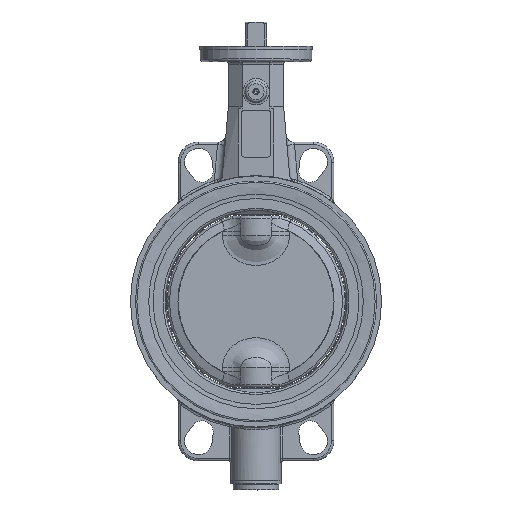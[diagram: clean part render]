
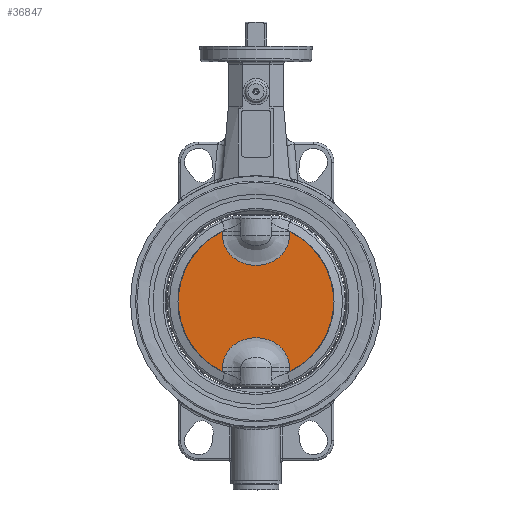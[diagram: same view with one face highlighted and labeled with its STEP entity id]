
A CAD part, top view. The second image highlights one B-rep face of the part: STEP entity #36847.
In plain terms, the highlighted planar face has unit normal (0, 0, 1).
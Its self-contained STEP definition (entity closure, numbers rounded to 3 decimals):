
#35134=CARTESIAN_POINT('',(-26.594,-55.835,5.));
#35135=VERTEX_POINT('',#35134);
#35220=CARTESIAN_POINT('',(-26.594,-52.5,5.));
#35221=VERTEX_POINT('',#35220);
#35229=CARTESIAN_POINT('',(-26.594,-52.5,5.));
#35230=DIRECTION('',(0.,-1.0,0.));
#35231=VECTOR('',#35230,3.335);
#35232=LINE('',#35229,#35231);
#35233=EDGE_CURVE('',#35221,#35135,#35232,.T.);
#35517=CARTESIAN_POINT('',(26.594,-52.5,5.));
#35518=VERTEX_POINT('',#35517);
#35526=CARTESIAN_POINT('',(26.594,-52.5,5.));
#35527=CARTESIAN_POINT('',(26.594,-51.562,5.));
#35528=CARTESIAN_POINT('',(26.473,-49.675,5.));
#35529=CARTESIAN_POINT('',(25.923,-46.882,5.));
#35530=CARTESIAN_POINT('',(25.178,-44.652,5.));
#35531=CARTESIAN_POINT('',(24.414,-42.927,5.));
#35532=CARTESIAN_POINT('',(23.54,-41.25,5.));
#35533=CARTESIAN_POINT('',(22.252,-39.262,5.));
#35534=CARTESIAN_POINT('',(20.444,-37.101,5.));
#35535=CARTESIAN_POINT('',(18.37,-35.148,5.));
#35536=CARTESIAN_POINT('',(16.337,-33.638,5.));
#35537=CARTESIAN_POINT('',(14.454,-32.494,5.));
#35538=CARTESIAN_POINT('',(12.229,-31.35,5.));
#35539=CARTESIAN_POINT('',(9.287,-30.206,5.));
#35540=CARTESIAN_POINT('',(5.637,-29.311,5.0));
#35541=CARTESIAN_POINT('',(2.51,-28.939,5.));
#35542=CARTESIAN_POINT('',(-1.244,-28.828,5.0));
#35543=CARTESIAN_POINT('',(-4.387,-29.104,5.));
#35544=CARTESIAN_POINT('',(-7.447,-29.755,5.));
#35545=CARTESIAN_POINT('',(-9.869,-30.432,5.));
#35546=CARTESIAN_POINT('',(-12.213,-31.343,5.));
#35547=CARTESIAN_POINT('',(-14.443,-32.487,5.));
#35548=CARTESIAN_POINT('',(-16.061,-33.47,5.));
#35549=CARTESIAN_POINT('',(-17.601,-34.569,5.));
#35550=CARTESIAN_POINT('',(-19.051,-35.782,5.));
#35551=CARTESIAN_POINT('',(-20.394,-37.094,5.));
#35552=CARTESIAN_POINT('',(-22.051,-38.99,5.));
#35553=CARTESIAN_POINT('',(-23.388,-40.96,5.));
#35554=CARTESIAN_POINT('',(-24.409,-42.917,5.));
#35555=CARTESIAN_POINT('',(-25.171,-44.633,5.));
#35556=CARTESIAN_POINT('',(-25.922,-46.874,5.));
#35557=CARTESIAN_POINT('',(-26.473,-49.674,5.));
#35558=CARTESIAN_POINT('',(-26.594,-51.562,5.));
#35559=CARTESIAN_POINT('',(-26.594,-52.5,5.));
#35560=B_SPLINE_CURVE_WITH_KNOTS('',3,(#35526,#35527,#35528,#35529,#35530,#35531,#35532,#35533,#35534,#35535,#35536,#35537,#35538,#35539,#35540,#35541,#35542,#35543,#35544,#35545,#35546,#35547,#35548,#35549,#35550,#35551,#35552,#35553,#35554,#35555,#35556,#35557,#35558,#35559),.UNSPECIFIED.,.F.,.U.,(4,1,1,1,1,1,1,1,1,1,1,1,1,1,1,1,1,1,1,1,1,1,1,1,1,1,1,1,1,1,1,4),(-7.883,-7.601,-7.32,-7.038,-6.898,-6.757,-6.475,-6.194,-5.912,-5.631,-5.443,-5.255,-4.88,-4.505,-4.129,-3.941,-3.378,-3.191,-3.003,-2.628,-2.44,-2.252,-2.065,-1.877,-1.689,-1.502,-1.126,-0.985,-0.845,-0.563,-0.282,0.0),.UNSPECIFIED.);
#35561=EDGE_CURVE('',#35518,#35221,#35560,.T.);
#35571=CARTESIAN_POINT('',(26.594,-55.835,5.));
#35572=VERTEX_POINT('',#35571);
#35580=CARTESIAN_POINT('',(26.594,-55.835,5.));
#35581=DIRECTION('',(0.0,1.0,0.0));
#35582=VECTOR('',#35581,3.335);
#35583=LINE('',#35580,#35582);
#35584=EDGE_CURVE('',#35572,#35518,#35583,.T.);
#35791=CARTESIAN_POINT('',(26.594,55.835,5.));
#35792=VERTEX_POINT('',#35791);
#35875=CARTESIAN_POINT('',(26.594,52.5,5.));
#35876=VERTEX_POINT('',#35875);
#35884=CARTESIAN_POINT('',(26.594,52.5,5.));
#35885=DIRECTION('',(0.0,1.0,0.0));
#35886=VECTOR('',#35885,3.335);
#35887=LINE('',#35884,#35886);
#35888=EDGE_CURVE('',#35876,#35792,#35887,.T.);
#36190=CARTESIAN_POINT('',(-26.594,52.5,5.));
#36191=VERTEX_POINT('',#36190);
#36199=CARTESIAN_POINT('',(-26.594,52.5,5.));
#36200=CARTESIAN_POINT('',(-26.594,51.562,5.));
#36201=CARTESIAN_POINT('',(-26.473,49.675,5.));
#36202=CARTESIAN_POINT('',(-25.923,46.882,5.));
#36203=CARTESIAN_POINT('',(-25.178,44.652,5.));
#36204=CARTESIAN_POINT('',(-24.414,42.927,5.));
#36205=CARTESIAN_POINT('',(-23.54,41.25,5.));
#36206=CARTESIAN_POINT('',(-22.252,39.262,5.));
#36207=CARTESIAN_POINT('',(-20.444,37.101,5.));
#36208=CARTESIAN_POINT('',(-18.37,35.148,5.));
#36209=CARTESIAN_POINT('',(-16.337,33.638,5.));
#36210=CARTESIAN_POINT('',(-14.454,32.494,5.));
#36211=CARTESIAN_POINT('',(-12.229,31.35,5.));
#36212=CARTESIAN_POINT('',(-9.287,30.206,5.0));
#36213=CARTESIAN_POINT('',(-5.637,29.311,5.));
#36214=CARTESIAN_POINT('',(-2.51,28.939,5.));
#36215=CARTESIAN_POINT('',(1.244,28.828,5.));
#36216=CARTESIAN_POINT('',(4.387,29.104,5.0));
#36217=CARTESIAN_POINT('',(7.447,29.755,5.));
#36218=CARTESIAN_POINT('',(9.869,30.432,5.));
#36219=CARTESIAN_POINT('',(12.213,31.343,5.));
#36220=CARTESIAN_POINT('',(14.443,32.487,5.));
#36221=CARTESIAN_POINT('',(16.061,33.47,5.));
#36222=CARTESIAN_POINT('',(17.601,34.569,5.));
#36223=CARTESIAN_POINT('',(19.051,35.782,5.));
#36224=CARTESIAN_POINT('',(20.394,37.094,5.));
#36225=CARTESIAN_POINT('',(22.051,38.99,5.));
#36226=CARTESIAN_POINT('',(23.388,40.96,5.));
#36227=CARTESIAN_POINT('',(24.409,42.917,5.));
#36228=CARTESIAN_POINT('',(25.171,44.633,5.));
#36229=CARTESIAN_POINT('',(25.922,46.874,5.));
#36230=CARTESIAN_POINT('',(26.473,49.674,5.));
#36231=CARTESIAN_POINT('',(26.594,51.562,5.));
#36232=CARTESIAN_POINT('',(26.594,52.5,5.));
#36233=B_SPLINE_CURVE_WITH_KNOTS('',3,(#36199,#36200,#36201,#36202,#36203,#36204,#36205,#36206,#36207,#36208,#36209,#36210,#36211,#36212,#36213,#36214,#36215,#36216,#36217,#36218,#36219,#36220,#36221,#36222,#36223,#36224,#36225,#36226,#36227,#36228,#36229,#36230,#36231,#36232),.UNSPECIFIED.,.F.,.U.,(4,1,1,1,1,1,1,1,1,1,1,1,1,1,1,1,1,1,1,1,1,1,1,1,1,1,1,1,1,1,1,4),(-7.883,-7.601,-7.32,-7.038,-6.898,-6.757,-6.475,-6.194,-5.912,-5.631,-5.443,-5.255,-4.88,-4.505,-4.129,-3.941,-3.378,-3.191,-3.003,-2.628,-2.44,-2.252,-2.065,-1.877,-1.689,-1.502,-1.126,-0.985,-0.845,-0.563,-0.282,0.0),.UNSPECIFIED.);
#36234=EDGE_CURVE('',#36191,#35876,#36233,.T.);
#36604=CARTESIAN_POINT('',(-26.594,55.835,5.));
#36605=VERTEX_POINT('',#36604);
#36613=CARTESIAN_POINT('',(-26.594,55.835,5.));
#36614=DIRECTION('',(0.0,-1.0,0.0));
#36615=VECTOR('',#36614,3.335);
#36616=LINE('',#36613,#36615);
#36617=EDGE_CURVE('',#36605,#36191,#36616,.T.);
#36786=CARTESIAN_POINT('',(0.,0.,5.));
#36787=DIRECTION('',(0.0,0.0,-1.0));
#36788=DIRECTION('',(1.0,0.0,0.0));
#36789=AXIS2_PLACEMENT_3D('',#36786,#36787,#36788);
#36790=CIRCLE('',#36789,61.845);
#36791=EDGE_CURVE('',#35792,#35572,#36790,.T.);
#36802=CARTESIAN_POINT('',(0.,0.,5.));
#36803=DIRECTION('',(0.0,0.0,-1.0));
#36804=DIRECTION('',(-1.0,0.0,0.0));
#36805=AXIS2_PLACEMENT_3D('',#36802,#36803,#36804);
#36806=CIRCLE('',#36805,61.845);
#36807=EDGE_CURVE('',#35135,#36605,#36806,.T.);
#36832=CARTESIAN_POINT('',(0.,-31.0,5.));
#36833=DIRECTION('',(0.0,0.0,1.0));
#36834=DIRECTION('',(-1.0,0.0,0.0));
#36835=AXIS2_PLACEMENT_3D('',#36832,#36833,#36834);
#36836=PLANE('',#36835);
#36837=ORIENTED_EDGE('',*,*,#35584,.F.);
#36838=ORIENTED_EDGE('',*,*,#36791,.F.);
#36839=ORIENTED_EDGE('',*,*,#35888,.F.);
#36840=ORIENTED_EDGE('',*,*,#36234,.F.);
#36841=ORIENTED_EDGE('',*,*,#36617,.F.);
#36842=ORIENTED_EDGE('',*,*,#36807,.F.);
#36843=ORIENTED_EDGE('',*,*,#35233,.F.);
#36844=ORIENTED_EDGE('',*,*,#35561,.F.);
#36845=EDGE_LOOP('',(#36837,#36838,#36839,#36840,#36841,#36842,#36843,#36844));
#36846=FACE_OUTER_BOUND('',#36845,.T.);
#36847=ADVANCED_FACE('',(#36846),#36836,.T.);
